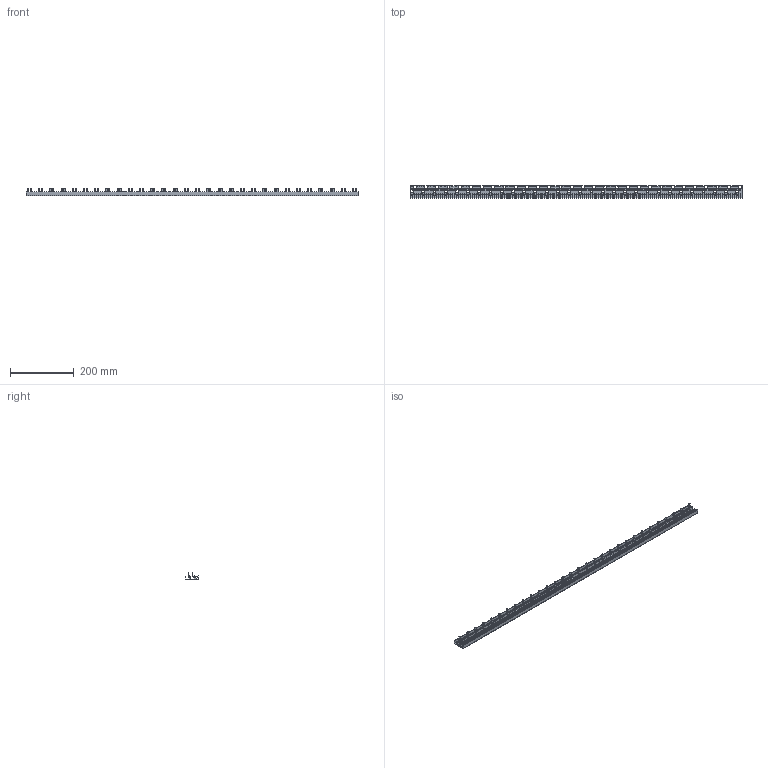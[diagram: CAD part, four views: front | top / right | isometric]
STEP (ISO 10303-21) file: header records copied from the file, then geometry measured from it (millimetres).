
FILE_DESCRIPTION(/* description */ (''),/* implementation_level */ '2;1');
FILE_NAME(/* name */ '5ST3776-0_v.stp',/* time_stamp */ '2018-12-05T09:08:58+01:00',/* author */ (''),/* organization */ (''),/* preprocessor_version */ 'ST-DEVELOPER v16.7',/* originating_system */ 'SIEMENS PLM Software NX 12.0',/* authorisation */ '');
FILE_SCHEMA (('AUTOMOTIVE_DESIGN { 1 0 10303 214 3 1 1 1 }'));
Products named in the file (1): 5st3776-0_asm_stp
Bounding box: 1042.4 x 40.8 x 23.99 mm (x, y, z)
Volume: 159674.8 mm3; surface area: 255945.4 mm2
Topology: 1 solids, 1 shells, 1347 faces, 4275 edges, 2841 vertices
Faces by surface type: cylinder 691, plane 656
Entity records: 55156 total; most frequent: CARTESIAN_POINT 11102, ORIENTED_EDGE 8550, DIRECTION 7933, EDGE_CURVE 4275, LINE 2857, VECTOR 2857, VERTEX_POINT 2841, AXIS2_PLACEMENT_3D 2538
